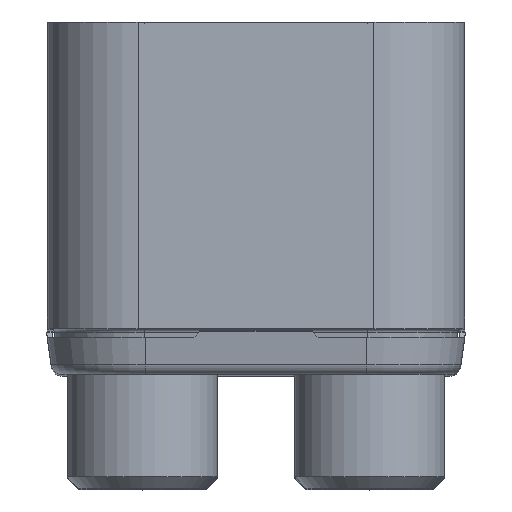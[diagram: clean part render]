
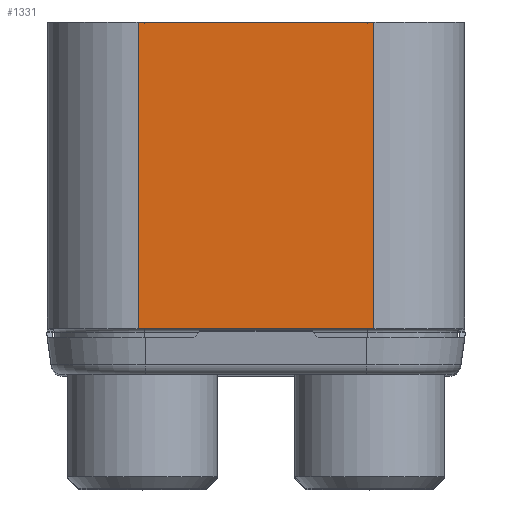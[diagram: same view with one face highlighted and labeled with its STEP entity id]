
A CAD part, top view. The second image highlights one B-rep face of the part: STEP entity #1331.
In plain terms, the highlighted planar face has unit normal (0, 0, 1).
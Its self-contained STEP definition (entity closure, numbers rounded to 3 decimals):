
#336=DIRECTION('',(0.,1.,0.));
#337=VECTOR('',#336,54.);
#338=CARTESIAN_POINT('',(20.75,7.,105.));
#339=LINE('',#338,#337);
#340=DIRECTION('',(1.,0.,0.));
#341=VECTOR('',#340,41.5);
#342=CARTESIAN_POINT('',(-20.75,7.,105.));
#343=LINE('',#342,#341);
#344=DIRECTION('',(0.,1.,0.));
#345=VECTOR('',#344,54.);
#346=CARTESIAN_POINT('',(-20.75,7.,105.));
#347=LINE('',#346,#345);
#388=DIRECTION('',(1.,0.,0.));
#389=VECTOR('',#388,41.5);
#390=CARTESIAN_POINT('',(-20.75,61.,105.));
#391=LINE('',#390,#389);
#659=CARTESIAN_POINT('',(-20.75,61.,105.));
#660=VERTEX_POINT('',#659);
#661=CARTESIAN_POINT('',(20.75,61.,105.));
#662=VERTEX_POINT('',#661);
#675=CARTESIAN_POINT('',(-20.75,7.,105.));
#676=VERTEX_POINT('',#675);
#677=CARTESIAN_POINT('',(20.75,7.,105.));
#678=VERTEX_POINT('',#677);
#1318=CARTESIAN_POINT('',(-20.75,0.,105.));
#1319=DIRECTION('',(0.,0.,1.));
#1320=DIRECTION('',(1.,0.,0.));
#1321=AXIS2_PLACEMENT_3D('',#1318,#1319,#1320);
#1322=PLANE('',#1321);
#1323=ORIENTED_EDGE('',*,*,#1224,.F.);
#1325=ORIENTED_EDGE('',*,*,#1324,.T.);
#1327=ORIENTED_EDGE('',*,*,#1326,.T.);
#1328=ORIENTED_EDGE('',*,*,#1310,.F.);
#1329=EDGE_LOOP('',(#1323,#1325,#1327,#1328));
#1330=FACE_OUTER_BOUND('',#1329,.F.);
#1331=ADVANCED_FACE('',(#1330),#1322,.T.);
#1224=EDGE_CURVE('',#676,#678,#343,.T.);
#1310=EDGE_CURVE('',#678,#662,#339,.T.);
#1324=EDGE_CURVE('',#676,#660,#347,.T.);
#1326=EDGE_CURVE('',#660,#662,#391,.T.);
